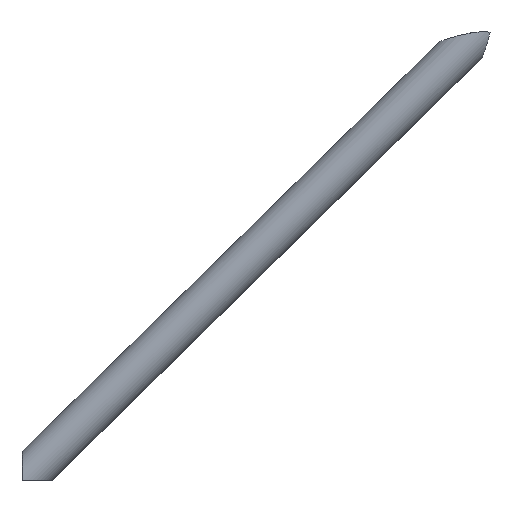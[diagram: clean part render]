
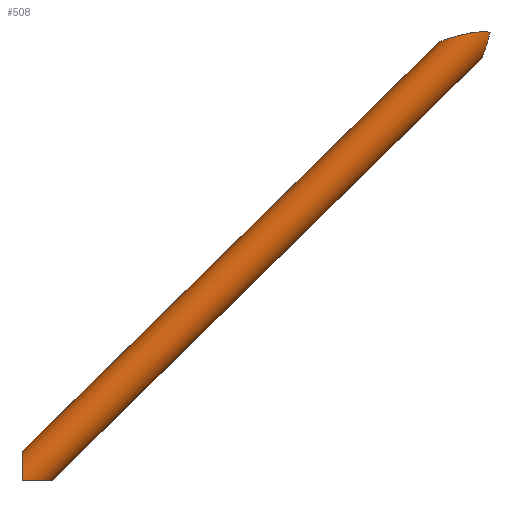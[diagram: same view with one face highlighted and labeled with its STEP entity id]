
A CAD part, top view. The second image highlights one B-rep face of the part: STEP entity #508.
In plain terms, the highlighted cylindrical face has radius 7.5 mm (diameter 15 mm), a partial arc.
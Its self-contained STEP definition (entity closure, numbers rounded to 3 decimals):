
#64=CARTESIAN_POINT('Vertex',(-334.51,161.584,-56.325)) ;
#68=CARTESIAN_POINT('Control Point',(-337.48,152.149,-63.142)) ;
#69=CARTESIAN_POINT('Control Point',(-337.47,152.158,-62.822)) ;
#70=CARTESIAN_POINT('Control Point',(-337.448,152.204,-62.503)) ;
#71=CARTESIAN_POINT('Control Point',(-337.413,152.286,-62.193)) ;
#72=CARTESIAN_POINT('Control Point',(-337.316,152.527,-61.55)) ;
#73=CARTESIAN_POINT('Control Point',(-337.181,152.882,-60.968)) ;
#74=CARTESIAN_POINT('Control Point',(-337.101,153.098,-60.676)) ;
#75=CARTESIAN_POINT('Control Point',(-336.899,153.647,-60.033)) ;
#76=CARTESIAN_POINT('Control Point',(-336.675,154.279,-59.479)) ;
#77=CARTESIAN_POINT('Control Point',(-336.542,154.66,-59.187)) ;
#78=CARTESIAN_POINT('Control Point',(-336.215,155.612,-58.535)) ;
#79=CARTESIAN_POINT('Control Point',(-335.881,156.63,-57.993)) ;
#80=CARTESIAN_POINT('Control Point',(-335.687,157.241,-57.708)) ;
#81=CARTESIAN_POINT('Control Point',(-335.315,158.454,-57.205)) ;
#82=CARTESIAN_POINT('Control Point',(-334.965,159.709,-56.798)) ;
#83=CARTESIAN_POINT('Control Point',(-334.802,160.326,-56.62)) ;
#84=CARTESIAN_POINT('Control Point',(-334.649,160.952,-56.462)) ;
#85=CARTESIAN_POINT('Control Point',(-334.51,161.584,-56.325)) ;
#86=CARTESIAN_POINT('Vertex',(-337.48,152.149,-63.142)) ;
#319=CARTESIAN_POINT('Vertex',(-352.712,158.216,-63.049)) ;
#323=CARTESIAN_POINT('Control Point',(-334.51,161.584,-56.325)) ;
#324=CARTESIAN_POINT('Control Point',(-335.166,161.68,-56.102)) ;
#325=CARTESIAN_POINT('Control Point',(-335.848,161.741,-55.941)) ;
#326=CARTESIAN_POINT('Control Point',(-336.542,161.764,-55.833)) ;
#327=CARTESIAN_POINT('Control Point',(-337.906,161.746,-55.705)) ;
#328=CARTESIAN_POINT('Control Point',(-339.27,161.624,-55.717)) ;
#329=CARTESIAN_POINT('Control Point',(-339.932,161.544,-55.75)) ;
#330=CARTESIAN_POINT('Control Point',(-341.439,161.322,-55.881)) ;
#331=CARTESIAN_POINT('Control Point',(-342.919,161.026,-56.131)) ;
#332=CARTESIAN_POINT('Control Point',(-343.741,160.842,-56.305)) ;
#333=CARTESIAN_POINT('Control Point',(-345.646,160.379,-56.792)) ;
#334=CARTESIAN_POINT('Control Point',(-347.477,159.864,-57.476)) ;
#335=CARTESIAN_POINT('Control Point',(-348.493,159.561,-57.939)) ;
#336=CARTESIAN_POINT('Control Point',(-349.938,159.112,-58.745)) ;
#337=CARTESIAN_POINT('Control Point',(-351.185,158.71,-59.831)) ;
#338=CARTESIAN_POINT('Control Point',(-351.558,158.588,-60.212)) ;
#339=CARTESIAN_POINT('Control Point',(-352.145,158.395,-60.953)) ;
#340=CARTESIAN_POINT('Control Point',(-352.536,158.268,-61.821)) ;
#341=CARTESIAN_POINT('Control Point',(-352.658,158.229,-62.221)) ;
#342=CARTESIAN_POINT('Control Point',(-352.716,158.212,-62.636)) ;
#343=CARTESIAN_POINT('Control Point',(-352.712,158.216,-63.049)) ;
#359=CARTESIAN_POINT('Line Origine',(-420.59,91.587,-61.719)) ;
#363=CARTESIAN_POINT('Vertex',(-503.19,10.508,-60.099)) ;
#366=CARTESIAN_POINT('Line Origine',(-410.082,80.883,-61.719)) ;
#370=CARTESIAN_POINT('Vertex',(-492.481,0.,-60.103)) ;
#430=CARTESIAN_POINT('Axis2P3D Location',(-415.336,86.235,-61.719)) ;
#436=CARTESIAN_POINT('Control Point',(-503.19,10.508,-60.099)) ;
#437=CARTESIAN_POINT('Control Point',(-503.178,10.519,-59.48)) ;
#438=CARTESIAN_POINT('Control Point',(-503.166,10.442,-58.859)) ;
#439=CARTESIAN_POINT('Control Point',(-503.154,10.274,-58.255)) ;
#440=CARTESIAN_POINT('Control Point',(-503.127,9.691,-56.894)) ;
#441=CARTESIAN_POINT('Control Point',(-503.105,8.755,-55.747)) ;
#442=CARTESIAN_POINT('Control Point',(-503.093,8.126,-55.164)) ;
#443=CARTESIAN_POINT('Control Point',(-503.074,6.767,-54.162)) ;
#444=CARTESIAN_POINT('Control Point',(-503.06,5.248,-53.453)) ;
#445=CARTESIAN_POINT('Control Point',(-503.054,4.466,-53.167)) ;
#446=CARTESIAN_POINT('Control Point',(-503.048,3.267,-52.832)) ;
#447=CARTESIAN_POINT('Control Point',(-503.044,2.048,-52.632)) ;
#448=CARTESIAN_POINT('Control Point',(-503.043,1.64,-52.581)) ;
#449=CARTESIAN_POINT('Control Point',(-503.042,1.111,-52.532)) ;
#450=CARTESIAN_POINT('Control Point',(-503.042,0.582,-52.508)) ;
#451=CARTESIAN_POINT('Control Point',(-503.042,0.463,-52.504)) ;
#452=CARTESIAN_POINT('Control Point',(-503.041,0.322,-52.5)) ;
#453=CARTESIAN_POINT('Control Point',(-503.042,0.181,-52.499)) ;
#454=CARTESIAN_POINT('Control Point',(-503.043,0.16,-52.498)) ;
#455=CARTESIAN_POINT('Control Point',(-503.044,0.125,-52.498)) ;
#456=CARTESIAN_POINT('Control Point',(-503.044,0.09,-52.498)) ;
#457=CARTESIAN_POINT('Control Point',(-503.044,0.076,-52.498)) ;
#458=CARTESIAN_POINT('Control Point',(-503.045,0.055,-52.497)) ;
#459=CARTESIAN_POINT('Control Point',(-503.048,0.034,-52.497)) ;
#460=CARTESIAN_POINT('Control Point',(-503.047,0.025,-52.497)) ;
#461=CARTESIAN_POINT('Control Point',(-503.052,0.02,-52.497)) ;
#462=CARTESIAN_POINT('Control Point',(-503.056,0.016,-52.497)) ;
#463=CARTESIAN_POINT('Vertex',(-503.056,0.016,-52.497)) ;
#466=CARTESIAN_POINT('Axis2P3D Location',(-503.188,0.,-59.996)) ;
#470=CARTESIAN_POINT('Vertex',(-503.026,-0.016,-52.498)) ;
#474=CARTESIAN_POINT('Control Point',(-503.026,-0.016,-52.498)) ;
#475=CARTESIAN_POINT('Control Point',(-503.021,-0.01,-52.498)) ;
#476=CARTESIAN_POINT('Control Point',(-503.016,-0.005,-52.498)) ;
#477=CARTESIAN_POINT('Control Point',(-503.006,-0.006,-52.498)) ;
#478=CARTESIAN_POINT('Control Point',(-502.972,-0.002,-52.499)) ;
#479=CARTESIAN_POINT('Control Point',(-502.938,-0.003,-52.5)) ;
#480=CARTESIAN_POINT('Control Point',(-502.909,-0.002,-52.501)) ;
#481=CARTESIAN_POINT('Control Point',(-502.783,0.,-52.504)) ;
#482=CARTESIAN_POINT('Control Point',(-502.658,-0.001,-52.509)) ;
#483=CARTESIAN_POINT('Control Point',(-502.56,0.,-52.514)) ;
#484=CARTESIAN_POINT('Control Point',(-502.039,0.,-52.543)) ;
#485=CARTESIAN_POINT('Control Point',(-501.518,0.,-52.595)) ;
#486=CARTESIAN_POINT('Control Point',(-501.097,0.,-52.651)) ;
#487=CARTESIAN_POINT('Control Point',(-499.931,0.,-52.851)) ;
#488=CARTESIAN_POINT('Control Point',(-498.783,0.,-53.17)) ;
#489=CARTESIAN_POINT('Control Point',(-498.061,0.,-53.425)) ;
#490=CARTESIAN_POINT('Control Point',(-496.603,0.,-54.067)) ;
#491=CARTESIAN_POINT('Control Point',(-495.269,0.,-54.961)) ;
#492=CARTESIAN_POINT('Control Point',(-494.623,0.,-55.497)) ;
#493=CARTESIAN_POINT('Control Point',(-493.56,0.,-56.626)) ;
#494=CARTESIAN_POINT('Control Point',(-492.839,0.,-58.006)) ;
#495=CARTESIAN_POINT('Control Point',(-492.601,0.,-58.686)) ;
#496=CARTESIAN_POINT('Control Point',(-492.481,0.,-59.394)) ;
#497=CARTESIAN_POINT('Control Point',(-492.481,0.,-60.103)) ;
#360=DIRECTION('Vector Direction',(0.714,0.7,-0.014)) ;
#367=DIRECTION('Vector Direction',(0.714,0.7,-0.014)) ;
#431=DIRECTION('Axis2P3D Direction',(0.714,0.7,-0.014)) ;
#432=DIRECTION('Axis2P3D XDirection',(-0.701,0.714,0.)) ;
#467=DIRECTION('Axis2P3D Direction',(0.714,0.7,-0.014)) ;
#433=AXIS2_PLACEMENT_3D('Cylinder Axis2P3D',#430,#431,#432) ;
#468=AXIS2_PLACEMENT_3D('Circle Axis2P3D',#466,#467,$) ;
#500=ORIENTED_EDGE('',*,*,#372,.T.) ;
#501=ORIENTED_EDGE('',*,*,#88,.T.) ;
#502=ORIENTED_EDGE('',*,*,#344,.T.) ;
#503=ORIENTED_EDGE('',*,*,#365,.F.) ;
#504=ORIENTED_EDGE('',*,*,#465,.T.) ;
#505=ORIENTED_EDGE('',*,*,#472,.T.) ;
#506=ORIENTED_EDGE('',*,*,#498,.T.) ;
#361=VECTOR('Line Direction',#360,1.) ;
#368=VECTOR('Line Direction',#367,1.) ;
#508=ADVANCED_FACE('Corps principal',(#507),#434,.T.) ;
#67=B_SPLINE_CURVE_WITH_KNOTS('',5,(#68,#69,#70,#71,#72,#73,#74,#75,#76,#77,#78,#79,#80,#81,#82,#83,#84,#85),.UNSPECIFIED.,.F.,.U.,(6,3,3,3,3,6),(0.,2.265,4.884,8.396,13.358,18.042),.UNSPECIFIED.) ;
#322=B_SPLINE_CURVE_WITH_KNOTS('',5,(#323,#324,#325,#326,#327,#328,#329,#330,#331,#332,#333,#334,#335,#336,#337,#338,#339,#340,#341,#342,#343),.UNSPECIFIED.,.F.,.U.,(6,3,3,3,3,3,6),(13.156,18.102,22.819,28.903,37.084,40.911,43.836),.UNSPECIFIED.) ;
#435=B_SPLINE_CURVE_WITH_KNOTS('',5,(#436,#437,#438,#439,#440,#441,#442,#443,#444,#445,#446,#447,#448,#449,#450,#451,#452,#453,#454,#455,#456,#457,#458,#459,#460,#461,#462),.UNSPECIFIED.,.F.,.U.,(6,3,3,3,3,3,3,3,6),(0.,4.267,10.171,16.067,19.024,19.893,20.046,20.148,20.198),.UNSPECIFIED.) ;
#473=B_SPLINE_CURVE_WITH_KNOTS('',5,(#474,#475,#476,#477,#478,#479,#480,#481,#482,#483,#484,#485,#486,#487,#488,#489,#490,#491,#492,#493,#494,#495,#496,#497),.UNSPECIFIED.,.F.,.U.,(6,3,3,3,3,3,3,6),(0.,0.054,0.248,0.964,4.019,9.447,15.268,20.15),.UNSPECIFIED.) ;
#469=CIRCLE('generated circle',#468,7.5) ;
#434=CYLINDRICAL_SURFACE('generated cylinder',#433,7.5) ;
#88=EDGE_CURVE('',#87,#65,#67,.T.) ;
#344=EDGE_CURVE('',#65,#320,#322,.T.) ;
#365=EDGE_CURVE('',#364,#320,#362,.T.) ;
#372=EDGE_CURVE('',#371,#87,#369,.T.) ;
#465=EDGE_CURVE('',#364,#464,#435,.T.) ;
#472=EDGE_CURVE('',#464,#471,#469,.T.) ;
#498=EDGE_CURVE('',#471,#371,#473,.T.) ;
#499=EDGE_LOOP('',(#500,#501,#502,#503,#504,#505,#506)) ;
#507=FACE_OUTER_BOUND('',#499,.T.) ;
#362=LINE('Line',#359,#361) ;
#369=LINE('Line',#366,#368) ;
#65=VERTEX_POINT('',#64) ;
#87=VERTEX_POINT('',#86) ;
#320=VERTEX_POINT('',#319) ;
#364=VERTEX_POINT('',#363) ;
#371=VERTEX_POINT('',#370) ;
#464=VERTEX_POINT('',#463) ;
#471=VERTEX_POINT('',#470) ;
